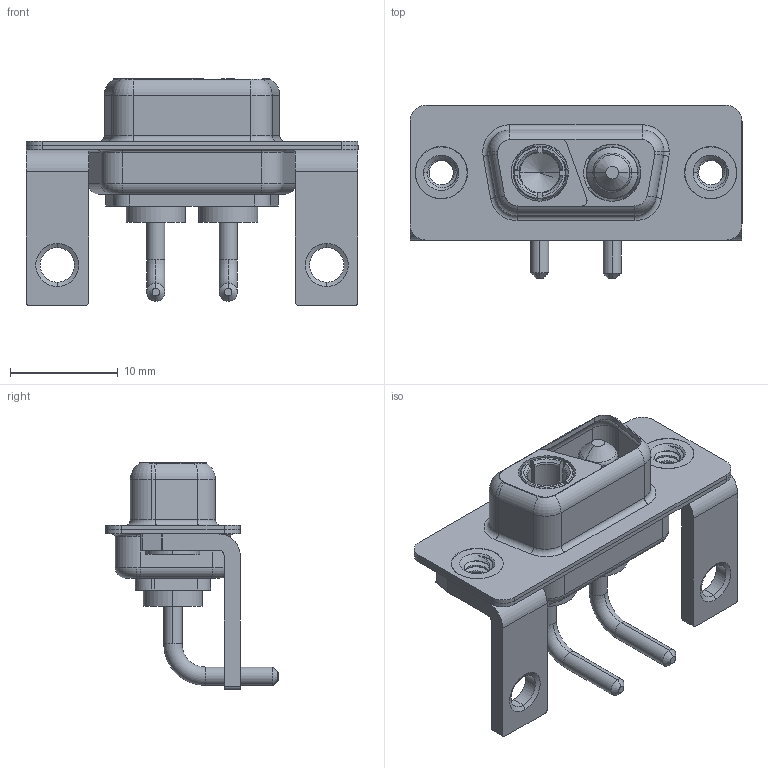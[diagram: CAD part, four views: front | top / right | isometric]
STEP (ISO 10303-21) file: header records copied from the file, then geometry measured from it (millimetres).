
FILE_DESCRIPTION (( 'STEP AP203' ), '1' );
FILE_NAME ('630-2WK2640-1T4.STEP', '2022-05-27T01:45:08', ( '' ), ( '' ), 'SwSTEP 2.0', 'SolidWorks 2020', '' );
FILE_SCHEMA (( 'CONFIG_CONTROL_DESIGN' ));
Length unit declared in the file: millimetre
Products named in the file (8): 630Combo Threaded Rivet_3; 630-2WK2640-1T4; Power Pin_10A RA; 630Combo Stabilizer Bracket; 630Combo Shell Rear_09 Contacts; Power Socket_10A RA; 630Combo Shell Front_09 Contacts; 630Combo Housing_2WK2
Assembly tree (9 placements, depth 2):
  630-2WK2640-1T4
    630Combo Housing_2WK2
    630Combo Shell Front_09 Contacts
    630Combo Shell Rear_09 Contacts
    630Combo Threaded Rivet_3  x2
    630Combo Stabilizer Bracket  x2
    Power Socket_10A RA
    Power Pin_10A RA
Bounding box: 30.8 x 16.05 x 21 mm (x, y, z)
Volume: 1849 mm3; surface area: 4586.5 mm2
Topology: 11 solids, 11 shells, 441 faces, 1092 edges, 688 vertices
Faces by surface type: cylinder 202, plane 126, torus 67, cone 38, bspline 8
Entity records: 14051 total; most frequent: CARTESIAN_POINT 3809, DIRECTION 2081, ORIENTED_EDGE 1904, EDGE_CURVE 952, AXIS2_PLACEMENT_3D 845, VERTEX_POINT 601, CIRCLE 450, EDGE_LOOP 429
